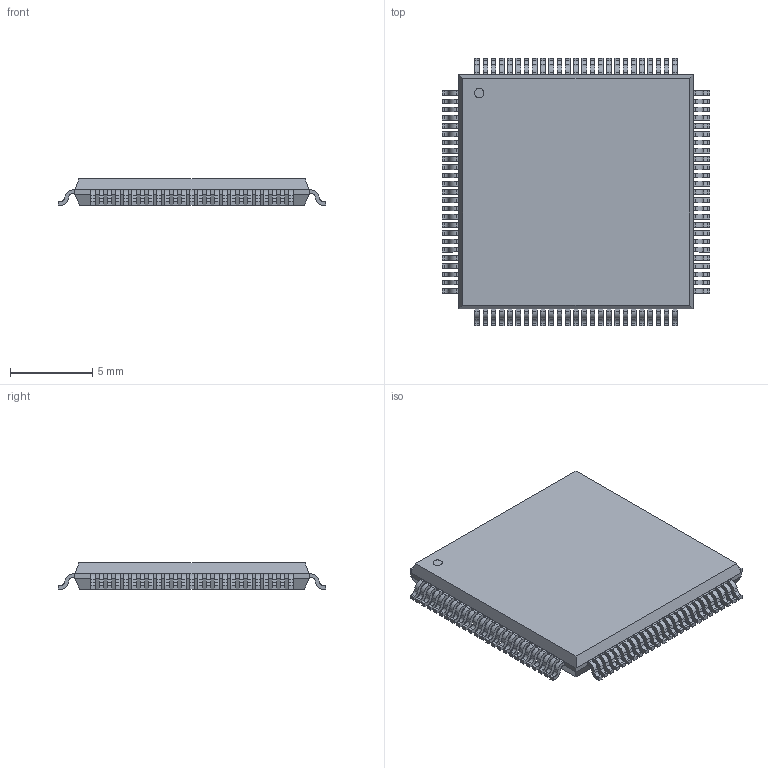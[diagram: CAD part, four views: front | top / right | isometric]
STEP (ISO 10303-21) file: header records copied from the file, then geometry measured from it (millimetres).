
FILE_DESCRIPTION (( 'STEP AP214' ), '1' );
FILE_NAME ('STM32G0B1VET6TR.STEP', '2024-12-06T09:51:56', ( '' ), ( '' ), 'SwSTEP 2.0', 'SolidWorks 2016', '' );
FILE_SCHEMA (( 'AUTOMOTIVE_DESIGN' ));
Length unit declared in the file: millimetre
Products named in the file (1): STM32G0B1VET6TR
Bounding box: 16.21 x 16.21 x 1.6 mm (x, y, z)
Volume: 322.1 mm3; surface area: 624.3 mm2
Topology: 102 solids, 102 shells, 1418 faces, 3634 edges, 2420 vertices
Faces by surface type: plane 1016, cylinder 402
Entity records: 45289 total; most frequent: CARTESIAN_POINT 11697, ORIENTED_EDGE 7268, DIRECTION 5768, EDGE_CURVE 3634, VERTEX_POINT 2420, AXIS2_PLACEMENT_3D 1923, VECTOR 1922, LINE 1922
